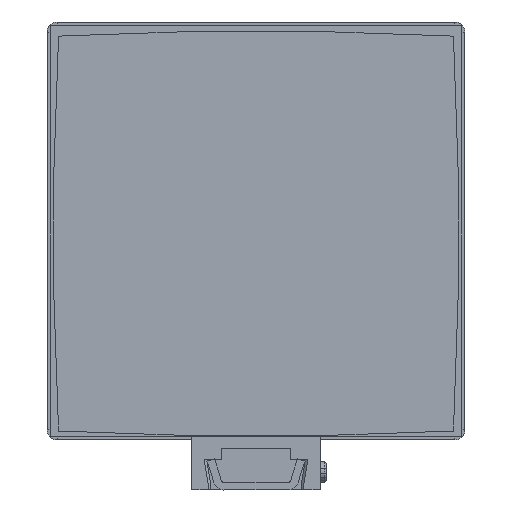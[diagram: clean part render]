
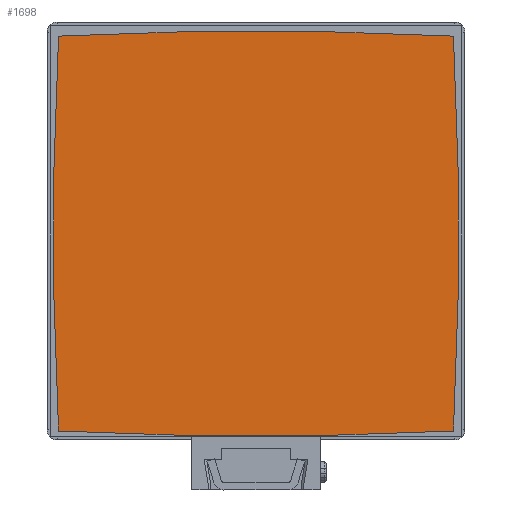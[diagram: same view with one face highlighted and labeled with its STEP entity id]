
A CAD part, front view. The second image highlights one B-rep face of the part: STEP entity #1698.
In plain terms, the highlighted planar face has unit normal (0, -1, 0).
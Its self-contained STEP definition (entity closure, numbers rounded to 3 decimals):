
#117=CIRCLE('',#1835,741.);
#118=CIRCLE('',#1837,741.);
#120=CIRCLE('',#1840,741.);
#122=CIRCLE('',#1843,741.);
#200=FACE_OUTER_BOUND('',#308,.T.);
#308=EDGE_LOOP('',(#1376,#1377,#1378,#1379));
#784=VERTEX_POINT('',#4666);
#785=VERTEX_POINT('',#4668);
#786=VERTEX_POINT('',#4672);
#788=VERTEX_POINT('',#4678);
#988=EDGE_CURVE('',#784,#785,#117,.T.);
#990=EDGE_CURVE('',#785,#786,#118,.T.);
#993=EDGE_CURVE('',#786,#788,#120,.T.);
#996=EDGE_CURVE('',#788,#784,#122,.T.);
#1376=ORIENTED_EDGE('',*,*,#996,.F.);
#1377=ORIENTED_EDGE('',*,*,#993,.F.);
#1378=ORIENTED_EDGE('',*,*,#990,.F.);
#1379=ORIENTED_EDGE('',*,*,#988,.F.);
#1604=PLANE('',#1845);
#1698=ADVANCED_FACE('',(#200),#1604,.T.);
#1835=AXIS2_PLACEMENT_3D('',#4669,#2146,#2147);
#1837=AXIS2_PLACEMENT_3D('',#4673,#2151,#2152);
#1840=AXIS2_PLACEMENT_3D('',#4679,#2158,#2159);
#1843=AXIS2_PLACEMENT_3D('',#4684,#2165,#2166);
#1845=AXIS2_PLACEMENT_3D('',#4686,#2169,#2170);
#2146=DIRECTION('center_axis',(0.,1.,0.));
#2147=DIRECTION('ref_axis',(0.,0.,-1.));
#2151=DIRECTION('center_axis',(0.,1.,0.));
#2152=DIRECTION('ref_axis',(0.,0.,-1.));
#2158=DIRECTION('center_axis',(0.,1.,0.));
#2159=DIRECTION('ref_axis',(0.,0.,-1.));
#2165=DIRECTION('center_axis',(0.,1.,0.));
#2166=DIRECTION('ref_axis',(0.,0.,-1.));
#2169=DIRECTION('center_axis',(0.,-1.,0.));
#2170=DIRECTION('ref_axis',(0.,0.,-1.));
#4666=CARTESIAN_POINT('',(29.347,-73.825,-53.313));
#4668=CARTESIAN_POINT('',(-47.653,-73.825,-53.313));
#4669=CARTESIAN_POINT('Origin',(-9.153,-73.825,686.686));
#4672=CARTESIAN_POINT('',(-47.653,-73.825,23.687));
#4673=CARTESIAN_POINT('Origin',(692.346,-73.825,-14.813));
#4678=CARTESIAN_POINT('',(29.347,-73.825,23.687));
#4679=CARTESIAN_POINT('Origin',(-9.153,-73.825,-716.312));
#4684=CARTESIAN_POINT('Origin',(-710.652,-73.825,-14.813));
#4686=CARTESIAN_POINT('Origin',(-359.902,-73.825,-365.562));
